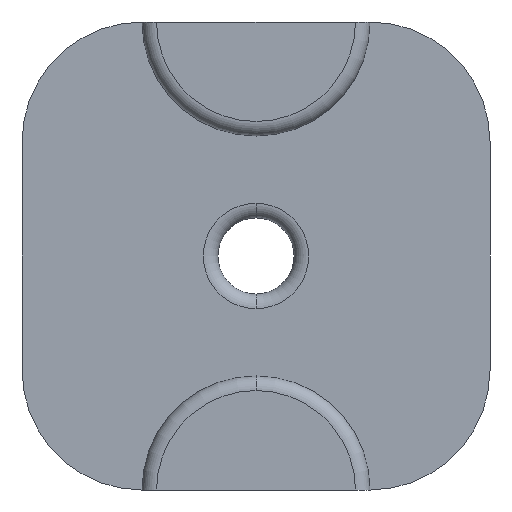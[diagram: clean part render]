
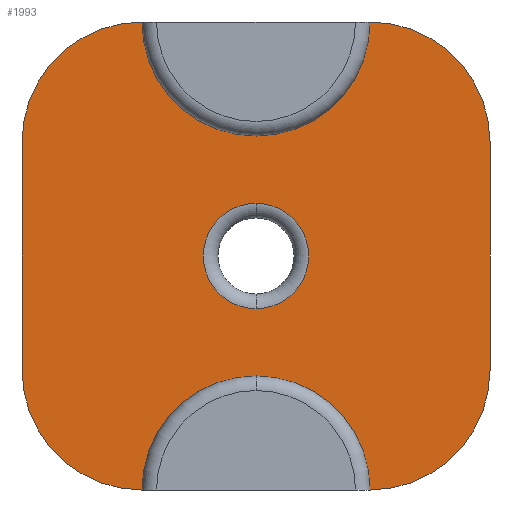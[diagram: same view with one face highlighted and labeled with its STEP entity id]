
A CAD part, left-side view. The second image highlights one B-rep face of the part: STEP entity #1993.
In plain terms, the highlighted planar face has unit normal (-1, 0, 0).
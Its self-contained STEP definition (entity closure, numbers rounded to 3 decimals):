
#28 = DIRECTION ( 'NONE',  ( -1., 0., 0. ) ) ;
#29 = DIRECTION ( 'NONE',  ( 0., 0., -1. ) ) ;
#37 = CARTESIAN_POINT ( 'NONE',  ( 5.766, 10.09, 22.249 ) ) ;
#49 = VERTEX_POINT ( 'NONE', #1948 ) ;
#58 = DIRECTION ( 'NONE',  ( 0., 0., 1. ) ) ;
#63 = CARTESIAN_POINT ( 'NONE',  ( 5.766, 2.09, 6.249 ) ) ;
#68 = DIRECTION ( 'NONE',  ( 1., 0., 0. ) ) ;
#74 = CARTESIAN_POINT ( 'NONE',  ( 5.766, 10.09, 14.249 ) ) ;
#83 = CIRCLE ( 'NONE', #1954, 1.8 ) ;
#147 = ORIENTED_EDGE ( 'NONE', *, *, #1183, .F. ) ;
#230 = FACE_OUTER_BOUND ( 'NONE', #2771, .T. ) ;
#251 = ORIENTED_EDGE ( 'NONE', *, *, #2722, .T. ) ;
#333 = ORIENTED_EDGE ( 'NONE', *, *, #1368, .T. ) ;
#364 = VERTEX_POINT ( 'NONE', #2647 ) ;
#446 = DIRECTION ( 'NONE',  ( 0., 0., 1. ) ) ;
#448 = DIRECTION ( 'NONE',  ( -1., 0., 0. ) ) ;
#453 = CARTESIAN_POINT ( 'NONE',  ( 5.766, 10.09, 22.249 ) ) ;
#491 = EDGE_LOOP ( 'NONE', ( #1610, #251 ) ) ;
#521 = CARTESIAN_POINT ( 'NONE',  ( 5.766, 6.19, 10.349 ) ) ;
#528 = DIRECTION ( 'NONE',  ( -1., 0., 0. ) ) ;
#529 = DIRECTION ( 'NONE',  ( 0., 0., -1. ) ) ;
#615 = ORIENTED_EDGE ( 'NONE', *, *, #2632, .T. ) ;
#632 = CIRCLE ( 'NONE', #2220, 3.9 ) ;
#662 = DIRECTION ( 'NONE',  ( 0., 0., 1. ) ) ;
#669 = DIRECTION ( 'NONE',  ( -1., 0., 0. ) ) ;
#693 = CARTESIAN_POINT ( 'NONE',  ( 5.766, 10.09, 6.249 ) ) ;
#704 = FACE_BOUND ( 'NONE', #491, .T. ) ;
#711 = DIRECTION ( 'NONE',  ( 0., 0., -1. ) ) ;
#802 = ORIENTED_EDGE ( 'NONE', *, *, #2707, .T. ) ;
#887 = CARTESIAN_POINT ( 'NONE',  ( 5.766, 2.09, 18.149 ) ) ;
#910 = CARTESIAN_POINT ( 'NONE',  ( 5.766, 6.19, 6.249 ) ) ;
#915 = CARTESIAN_POINT ( 'NONE',  ( 5.766, 18.09, 18.149 ) ) ;
#932 = VERTEX_POINT ( 'NONE', #915 ) ;
#936 = CIRCLE ( 'NONE', #1795, 4.1 ) ;
#994 = CARTESIAN_POINT ( 'NONE',  ( 5.766, 2.09, 10.349 ) ) ;
#1011 = DIRECTION ( 'NONE',  ( -1., 0., 0. ) ) ;
#1014 = CARTESIAN_POINT ( 'NONE',  ( 5.766, 13.99, 6.249 ) ) ;
#1039 = VERTEX_POINT ( 'NONE', #1495 ) ;
#1055 = DIRECTION ( 'NONE',  ( 0., 0., 1. ) ) ;
#1062 = DIRECTION ( 'NONE',  ( 1., 0., 0. ) ) ;
#1070 = ORIENTED_EDGE ( 'NONE', *, *, #2857, .F. ) ;
#1072 = VERTEX_POINT ( 'NONE', #1251 ) ;
#1095 = ORIENTED_EDGE ( 'NONE', *, *, #2720, .T. ) ;
#1117 = VECTOR ( 'NONE', #58, 1000. ) ;
#1173 = CIRCLE ( 'NONE', #1821, 1.8 ) ;
#1183 = EDGE_CURVE ( 'NONE', #1584, #1039, #2239, .T. ) ;
#1195 = CARTESIAN_POINT ( 'NONE',  ( 5.766, 13.99, 10.349 ) ) ;
#1200 = DIRECTION ( 'NONE',  ( -1., 0., 0. ) ) ;
#1204 = DIRECTION ( 'NONE',  ( 0., 0., -1. ) ) ;
#1216 = CARTESIAN_POINT ( 'NONE',  ( 5.766, 10.09, 14.249 ) ) ;
#1221 = CARTESIAN_POINT ( 'NONE',  ( 5.766, 6.19, 18.149 ) ) ;
#1226 = DIRECTION ( 'NONE',  ( 0., 0., -1. ) ) ;
#1251 = CARTESIAN_POINT ( 'NONE',  ( 5.766, 6.19, 22.249 ) ) ;
#1368 = EDGE_CURVE ( 'NONE', #1640, #2684, #1679, .T. ) ;
#1379 = LINE ( 'NONE', #2387, #2660 ) ;
#1399 = CIRCLE ( 'NONE', #1869, 4.1 ) ;
#1441 = EDGE_CURVE ( 'NONE', #1039, #1072, #632, .T. ) ;
#1495 = CARTESIAN_POINT ( 'NONE',  ( 5.766, 10.09, 18.349 ) ) ;
#1500 = DIRECTION ( 'NONE',  ( 0., 0., -1. ) ) ;
#1502 = DIRECTION ( 'NONE',  ( 1., 0., 0. ) ) ;
#1509 = CARTESIAN_POINT ( 'NONE',  ( 5.766, 18.09, 6.249 ) ) ;
#1584 = VERTEX_POINT ( 'NONE', #1639 ) ;
#1585 = PLANE ( 'NONE',  #2040 ) ;
#1586 = VERTEX_POINT ( 'NONE', #2646 ) ;
#1610 = ORIENTED_EDGE ( 'NONE', *, *, #2560, .T. ) ;
#1611 = VERTEX_POINT ( 'NONE', #910 ) ;
#1613 = VERTEX_POINT ( 'NONE', #1014 ) ;
#1629 = DIRECTION ( 'NONE',  ( 0., 0., -1. ) ) ;
#1639 = CARTESIAN_POINT ( 'NONE',  ( 5.766, 13.99, 22.249 ) ) ;
#1640 = VERTEX_POINT ( 'NONE', #994 ) ;
#1647 = DIRECTION ( 'NONE',  ( -1., 0., 0. ) ) ;
#1666 = CARTESIAN_POINT ( 'NONE',  ( 5.766, 13.99, 18.149 ) ) ;
#1679 = LINE ( 'NONE', #63, #1117 ) ;
#1775 = ORIENTED_EDGE ( 'NONE', *, *, #2760, .T. ) ;
#1795 = AXIS2_PLACEMENT_3D ( 'NONE', #1666, #1647, #1629 ) ;
#1821 = AXIS2_PLACEMENT_3D ( 'NONE', #1216, #1062, #1226 ) ;
#1822 = AXIS2_PLACEMENT_3D ( 'NONE', #1195, #1200, #1204 ) ;
#1831 = AXIS2_PLACEMENT_3D ( 'NONE', #1221, #1011, #711 ) ;
#1869 = AXIS2_PLACEMENT_3D ( 'NONE', #521, #528, #529 ) ;
#1945 = CIRCLE ( 'NONE', #1985, 3.9 ) ;
#1948 = CARTESIAN_POINT ( 'NONE',  ( 5.766, 10.09, 12.449 ) ) ;
#1954 = AXIS2_PLACEMENT_3D ( 'NONE', #74, #68, #29 ) ;
#1985 = AXIS2_PLACEMENT_3D ( 'NONE', #693, #669, #662 ) ;
#1993 = ADVANCED_FACE ( 'NONE', ( #704, #230 ), #1585, .F. ) ;
#2040 = AXIS2_PLACEMENT_3D ( 'NONE', #1509, #1502, #1500 ) ;
#2220 = AXIS2_PLACEMENT_3D ( 'NONE', #37, #28, #2438 ) ;
#2239 = CIRCLE ( 'NONE', #2306, 3.9 ) ;
#2306 = AXIS2_PLACEMENT_3D ( 'NONE', #453, #448, #446 ) ;
#2311 = EDGE_CURVE ( 'NONE', #1611, #1613, #1945, .T. ) ;
#2387 = CARTESIAN_POINT ( 'NONE',  ( 5.766, 18.09, 6.249 ) ) ;
#2438 = DIRECTION ( 'NONE',  ( 0., 0., 1. ) ) ;
#2459 = CIRCLE ( 'NONE', #1822, 4.1 ) ;
#2556 = CIRCLE ( 'NONE', #1831, 4.1 ) ;
#2560 = EDGE_CURVE ( 'NONE', #49, #364, #83, .T. ) ;
#2578 = ORIENTED_EDGE ( 'NONE', *, *, #2311, .F. ) ;
#2632 = EDGE_CURVE ( 'NONE', #1611, #1640, #1399, .T. ) ;
#2646 = CARTESIAN_POINT ( 'NONE',  ( 5.766, 18.09, 10.349 ) ) ;
#2647 = CARTESIAN_POINT ( 'NONE',  ( 5.766, 10.09, 16.049 ) ) ;
#2660 = VECTOR ( 'NONE', #1055, 1000. ) ;
#2684 = VERTEX_POINT ( 'NONE', #887 ) ;
#2707 = EDGE_CURVE ( 'NONE', #2684, #1072, #2556, .T. ) ;
#2720 = EDGE_CURVE ( 'NONE', #1586, #1613, #2459, .T. ) ;
#2722 = EDGE_CURVE ( 'NONE', #364, #49, #1173, .T. ) ;
#2760 = EDGE_CURVE ( 'NONE', #1584, #932, #936, .T. ) ;
#2771 = EDGE_LOOP ( 'NONE', ( #2578, #615, #333, #802, #2816, #147, #1775, #1070, #1095 ) ) ;
#2816 = ORIENTED_EDGE ( 'NONE', *, *, #1441, .F. ) ;
#2857 = EDGE_CURVE ( 'NONE', #1586, #932, #1379, .T. ) ;
